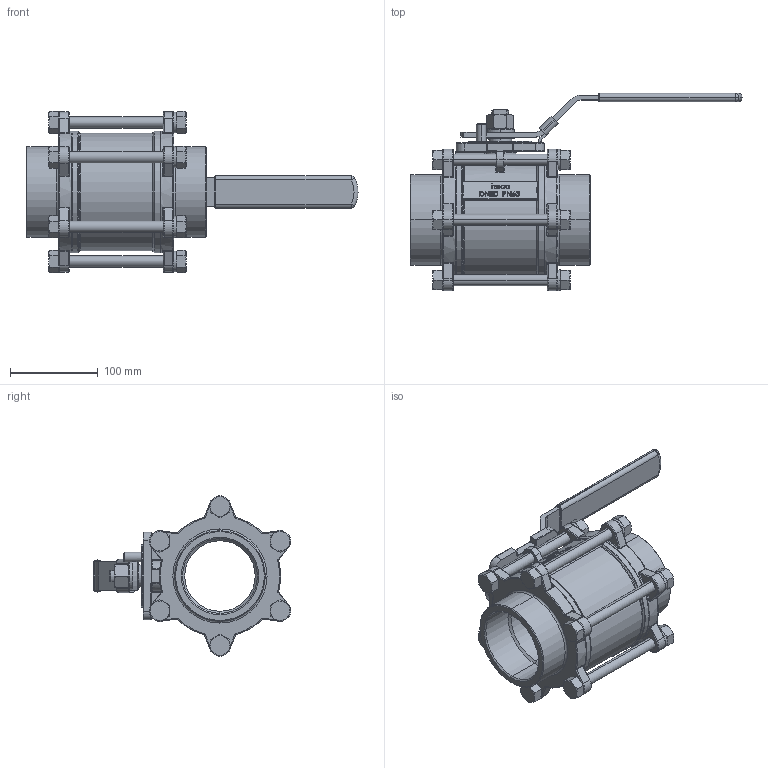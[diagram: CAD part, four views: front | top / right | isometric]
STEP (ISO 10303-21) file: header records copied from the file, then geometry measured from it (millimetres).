
FILE_DESCRIPTION (( 'STEP AP214' ), '1' );
FILE_NAME ('K3-300-0IG-4 Kugelhahn heco step214.STEP', '2011-02-17T16:40:00', ( 'Azubi CAD' ), ( 'heco GmbH' ), 'SwSTEP 2.0', 'SolidWorks 2005235', '' );
FILE_SCHEMA (( 'AUTOMOTIVE_DESIGN' ));
Length unit declared in the file: millimetre
Products named in the file (1): K3-300-0IG-4 Kugelhahn heco step214
Bounding box: 377.5 x 224.41 x 183.4 mm (x, y, z)
Volume: 1874549.8 mm3; surface area: 273853.8 mm2
Topology: 1 solids, 1 shells, 1344 faces, 3283 edges, 1994 vertices
Faces by surface type: plane 441, cylinder 286, bspline 276, cone 177, torus 149, sphere 15
Entity records: 100214 total; most frequent: CARTESIAN_POINT 55668, ORIENTED_EDGE 6524, DIRECTION 5607, EDGE_CURVE 3262, AXIS2_PLACEMENT_3D 2104, VERTEX_POINT 1994, EDGE_LOOP 1448, VECTOR 1399
